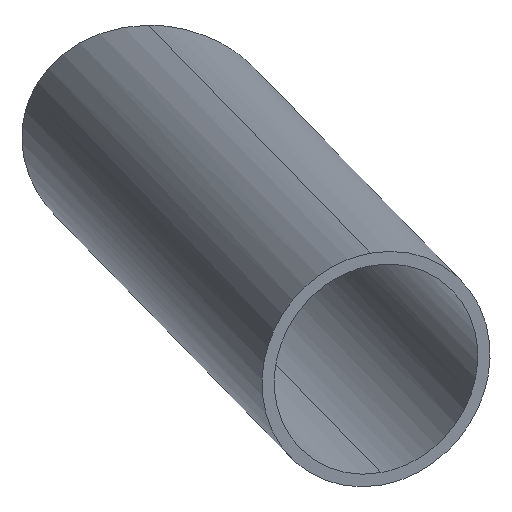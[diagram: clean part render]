
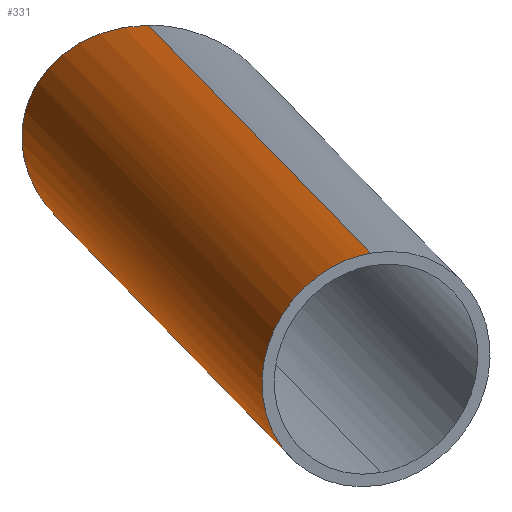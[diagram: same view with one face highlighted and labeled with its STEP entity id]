
A CAD part, isometric view. The second image highlights one B-rep face of the part: STEP entity #331.
In plain terms, the highlighted cylindrical face has radius 14 mm (diameter 28 mm), a partial arc.
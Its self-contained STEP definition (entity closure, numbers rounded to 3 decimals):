
#197=CARTESIAN_POINT('Line Origine',(-1884.107,249.632,-76.836)) ;
#201=CARTESIAN_POINT('Vertex',(-1921.474,194.45,-46.408)) ;
#203=CARTESIAN_POINT('Vertex',(-1847.854,303.169,-106.357)) ;
#206=CARTESIAN_POINT('Line Origine',(-1884.107,249.632,-76.836)) ;
#210=CARTESIAN_POINT('Vertex',(-1922.874,192.381,-45.267)) ;
#229=CARTESIAN_POINT('Vertex',(-1926.594,186.889,-73.019)) ;
#232=CARTESIAN_POINT('Line Origine',(-1890.627,240.003,-102.307)) ;
#236=CARTESIAN_POINT('Vertex',(-1853.26,295.185,-132.735)) ;
#239=CARTESIAN_POINT('Line Origine',(-1890.627,240.003,-102.307)) ;
#243=CARTESIAN_POINT('Vertex',(-1852.146,296.831,-133.643)) ;
#278=CARTESIAN_POINT('Axis2P3D Location',(-256948.42,-376421.936,207610.412)) ;
#284=CARTESIAN_POINT('Control Point',(-1926.594,186.889,-73.019)) ;
#285=CARTESIAN_POINT('Control Point',(-1929.033,187.676,-72.692)) ;
#286=CARTESIAN_POINT('Control Point',(-1931.369,188.559,-71.833)) ;
#287=CARTESIAN_POINT('Control Point',(-1933.462,189.486,-70.492)) ;
#288=CARTESIAN_POINT('Control Point',(-1936.894,191.297,-67.06)) ;
#289=CARTESIAN_POINT('Control Point',(-1938.649,192.896,-62.465)) ;
#290=CARTESIAN_POINT('Control Point',(-1939.03,193.586,-60.022)) ;
#291=CARTESIAN_POINT('Control Point',(-1938.713,194.579,-55.442)) ;
#292=CARTESIAN_POINT('Control Point',(-1936.614,194.95,-51.296)) ;
#293=CARTESIAN_POINT('Control Point',(-1935.299,194.97,-49.598)) ;
#294=CARTESIAN_POINT('Control Point',(-1932.225,194.716,-46.897)) ;
#295=CARTESIAN_POINT('Control Point',(-1928.475,193.968,-45.448)) ;
#296=CARTESIAN_POINT('Control Point',(-1926.59,193.507,-45.076)) ;
#297=CARTESIAN_POINT('Control Point',(-1924.703,192.971,-45.022)) ;
#298=CARTESIAN_POINT('Control Point',(-1922.874,192.381,-45.267)) ;
#301=CARTESIAN_POINT('Control Point',(-1847.854,303.169,-106.357)) ;
#302=CARTESIAN_POINT('Control Point',(-1848.637,304.635,-106.711)) ;
#303=CARTESIAN_POINT('Control Point',(-1849.443,306.044,-107.25)) ;
#304=CARTESIAN_POINT('Control Point',(-1850.257,307.374,-107.961)) ;
#305=CARTESIAN_POINT('Control Point',(-1851.719,309.592,-109.536)) ;
#306=CARTESIAN_POINT('Control Point',(-1853.121,311.406,-111.595)) ;
#307=CARTESIAN_POINT('Control Point',(-1853.726,312.123,-112.605)) ;
#308=CARTESIAN_POINT('Control Point',(-1855.11,313.583,-115.221)) ;
#309=CARTESIAN_POINT('Control Point',(-1856.269,314.341,-118.235)) ;
#310=CARTESIAN_POINT('Control Point',(-1856.841,314.504,-120.093)) ;
#311=CARTESIAN_POINT('Control Point',(-1857.531,314.232,-123.161)) ;
#312=CARTESIAN_POINT('Control Point',(-1857.777,313.112,-126.062)) ;
#313=CARTESIAN_POINT('Control Point',(-1857.801,312.56,-127.125)) ;
#314=CARTESIAN_POINT('Control Point',(-1857.715,311.346,-128.944)) ;
#315=CARTESIAN_POINT('Control Point',(-1857.405,309.818,-130.474)) ;
#316=CARTESIAN_POINT('Control Point',(-1857.22,309.069,-131.1)) ;
#317=CARTESIAN_POINT('Control Point',(-1856.452,306.364,-132.99)) ;
#318=CARTESIAN_POINT('Control Point',(-1855.275,303.282,-134.006)) ;
#319=CARTESIAN_POINT('Control Point',(-1854.302,301.062,-134.271)) ;
#320=CARTESIAN_POINT('Control Point',(-1853.246,298.89,-134.14)) ;
#321=CARTESIAN_POINT('Control Point',(-1852.146,296.831,-133.643)) ;
#198=DIRECTION('Vector Direction',(0.51,0.753,-0.415)) ;
#207=DIRECTION('Vector Direction',(0.51,0.753,-0.415)) ;
#233=DIRECTION('Vector Direction',(0.51,0.753,-0.415)) ;
#240=DIRECTION('Vector Direction',(0.51,0.753,-0.415)) ;
#279=DIRECTION('Axis2P3D Direction',(0.51,0.753,-0.415)) ;
#280=DIRECTION('Axis2P3D XDirection',(-0.233,-0.344,-0.91)) ;
#281=AXIS2_PLACEMENT_3D('Cylinder Axis2P3D',#278,#279,#280) ;
#324=ORIENTED_EDGE('',*,*,#245,.F.) ;
#325=ORIENTED_EDGE('',*,*,#238,.F.) ;
#326=ORIENTED_EDGE('',*,*,#299,.T.) ;
#327=ORIENTED_EDGE('',*,*,#212,.F.) ;
#328=ORIENTED_EDGE('',*,*,#205,.T.) ;
#329=ORIENTED_EDGE('',*,*,#322,.T.) ;
#199=VECTOR('Line Direction',#198,1.) ;
#208=VECTOR('Line Direction',#207,1.) ;
#234=VECTOR('Line Direction',#233,1.) ;
#241=VECTOR('Line Direction',#240,1.) ;
#331=ADVANCED_FACE('Corps principal',(#330),#282,.T.) ;
#283=B_SPLINE_CURVE_WITH_KNOTS('',5,(#284,#285,#286,#287,#288,#289,#290,#291,#292,#293,#294,#295,#296,#297,#298),.UNSPECIFIED.,.F.,.U.,(6,3,3,3,6),(0.,18.268,35.874,50.635,64.334),.UNSPECIFIED.) ;
#300=B_SPLINE_CURVE_WITH_KNOTS('',5,(#301,#302,#303,#304,#305,#306,#307,#308,#309,#310,#311,#312,#313,#314,#315,#316,#317,#318,#319,#320,#321),.UNSPECIFIED.,.F.,.U.,(6,3,3,3,3,3,6),(0.,12.015,21.697,35.217,43.603,50.582,67.463),.UNSPECIFIED.) ;
#282=CYLINDRICAL_SURFACE('generated cylinder',#281,14.) ;
#205=EDGE_CURVE('',#202,#204,#200,.T.) ;
#212=EDGE_CURVE('',#202,#211,#209,.F.) ;
#238=EDGE_CURVE('',#230,#237,#235,.T.) ;
#245=EDGE_CURVE('',#237,#244,#242,.T.) ;
#299=EDGE_CURVE('',#230,#211,#283,.T.) ;
#322=EDGE_CURVE('',#204,#244,#300,.T.) ;
#323=EDGE_LOOP('',(#324,#325,#326,#327,#328,#329)) ;
#330=FACE_OUTER_BOUND('',#323,.T.) ;
#200=LINE('Line',#197,#199) ;
#209=LINE('Line',#206,#208) ;
#235=LINE('Line',#232,#234) ;
#242=LINE('Line',#239,#241) ;
#202=VERTEX_POINT('',#201) ;
#204=VERTEX_POINT('',#203) ;
#211=VERTEX_POINT('',#210) ;
#230=VERTEX_POINT('',#229) ;
#237=VERTEX_POINT('',#236) ;
#244=VERTEX_POINT('',#243) ;
